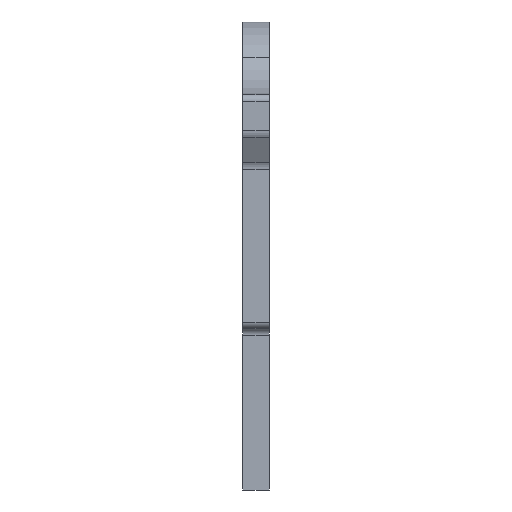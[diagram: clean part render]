
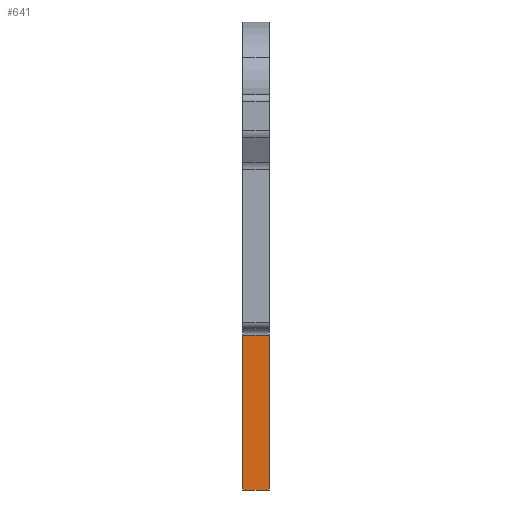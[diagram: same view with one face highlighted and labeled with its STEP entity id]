
A CAD part, front view. The second image highlights one B-rep face of the part: STEP entity #641.
In plain terms, the highlighted planar face has unit normal (0, -1, 0).
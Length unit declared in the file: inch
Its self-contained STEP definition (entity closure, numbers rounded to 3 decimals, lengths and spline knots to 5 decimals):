
#14 = VERTEX_POINT ( 'NONE', #602 ) ;
#46 = CARTESIAN_POINT ( 'NONE',  ( 1.33071, -0.5875, -1.25 ) ) ;
#74 = VERTEX_POINT ( 'NONE', #947 ) ;
#147 = VECTOR ( 'NONE', #1029, 39.37008 ) ;
#182 = LINE ( 'NONE', #46, #1356 ) ;
#188 = CARTESIAN_POINT ( 'NONE',  ( 1.33071, -0.5875, -1.25 ) ) ;
#207 = CARTESIAN_POINT ( 'NONE',  ( 1.33071, -0.5875, 1.6849 ) ) ;
#311 = ORIENTED_EDGE ( 'NONE', *, *, #580, .T. ) ;
#376 = CARTESIAN_POINT ( 'NONE',  ( 1.83071, -0.5875, -1.25 ) ) ;
#486 = VERTEX_POINT ( 'NONE', #188 ) ;
#558 = EDGE_CURVE ( 'NONE', #14, #74, #999, .T. ) ;
#580 = EDGE_CURVE ( 'NONE', #681, #14, #686, .T. ) ;
#584 = PLANE ( 'NONE',  #1709 ) ;
#602 = CARTESIAN_POINT ( 'NONE',  ( 1.83071, -0.5875, 1.6849 ) ) ;
#611 = ORIENTED_EDGE ( 'NONE', *, *, #1260, .T. ) ;
#641 = ADVANCED_FACE ( 'NONE', ( #1577 ), #584, .F. ) ;
#642 = DIRECTION ( 'NONE',  ( 0., 0., 1. ) ) ;
#677 = DIRECTION ( 'NONE',  ( 0., 1., 0. ) ) ;
#681 = VERTEX_POINT ( 'NONE', #826 ) ;
#686 = LINE ( 'NONE', #376, #816 ) ;
#747 = DIRECTION ( 'NONE',  ( 1., 0., 0. ) ) ;
#765 = CARTESIAN_POINT ( 'NONE',  ( 1.33071, -0.5875, -1.25 ) ) ;
#816 = VECTOR ( 'NONE', #1287, 39.37008 ) ;
#826 = CARTESIAN_POINT ( 'NONE',  ( 1.83071, -0.5875, -1.25 ) ) ;
#827 = ORIENTED_EDGE ( 'NONE', *, *, #831, .F. ) ;
#831 = EDGE_CURVE ( 'NONE', #486, #74, #182, .T. ) ;
#947 = CARTESIAN_POINT ( 'NONE',  ( 1.33071, -0.5875, 1.6849 ) ) ;
#999 = LINE ( 'NONE', #207, #147 ) ;
#1024 = EDGE_LOOP ( 'NONE', ( #311, #1370, #827, #611 ) ) ;
#1029 = DIRECTION ( 'NONE',  ( -1., 0., 0. ) ) ;
#1132 = CARTESIAN_POINT ( 'NONE',  ( 1.33071, -0.5875, -1.25 ) ) ;
#1179 = DIRECTION ( 'NONE',  ( 0., 0., 1. ) ) ;
#1260 = EDGE_CURVE ( 'NONE', #486, #681, #1898, .T. ) ;
#1287 = DIRECTION ( 'NONE',  ( 0., 0., 1. ) ) ;
#1356 = VECTOR ( 'NONE', #642, 39.37008 ) ;
#1370 = ORIENTED_EDGE ( 'NONE', *, *, #558, .T. ) ;
#1418 = VECTOR ( 'NONE', #747, 39.37008 ) ;
#1577 = FACE_OUTER_BOUND ( 'NONE', #1024, .T. ) ;
#1709 = AXIS2_PLACEMENT_3D ( 'NONE', #1132, #677, #1179 ) ;
#1898 = LINE ( 'NONE', #765, #1418 ) ;
